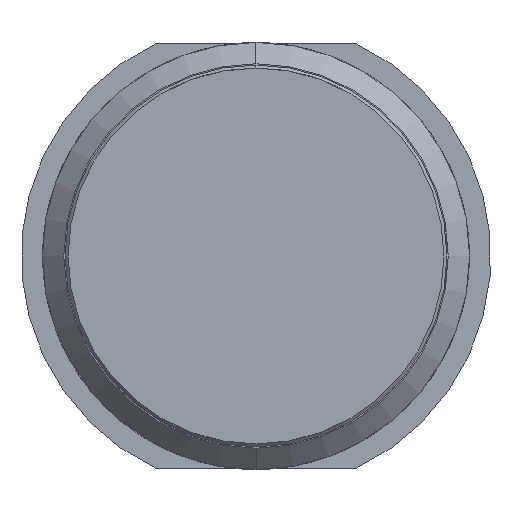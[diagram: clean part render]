
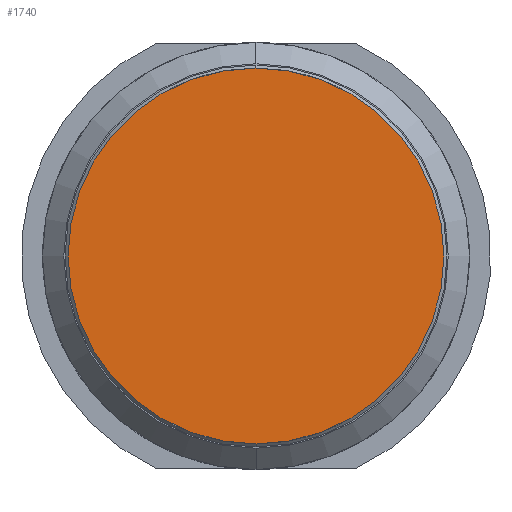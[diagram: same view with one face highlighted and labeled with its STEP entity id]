
A CAD part, front view. The second image highlights one B-rep face of the part: STEP entity #1740.
In plain terms, the highlighted planar face has unit normal (0, -1, 0).
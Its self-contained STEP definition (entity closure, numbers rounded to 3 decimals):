
#593 = DIRECTION ( 'NONE',  ( 1., 0., 0. ) ) ;
#797 = DIRECTION ( 'NONE',  ( 0., -1., 0. ) ) ;
#820 = CARTESIAN_POINT ( 'NONE',  ( 0., 0., 0. ) ) ;
#834 = DIRECTION ( 'NONE',  ( 0., -1., 0. ) ) ;
#869 = FACE_OUTER_BOUND ( 'NONE', #3603, .T. ) ;
#1026 = AXIS2_PLACEMENT_3D ( 'NONE', #820, #834, #1741 ) ;
#1184 = EDGE_CURVE ( 'Defeature ausgef�hrt1_15+Defeature ausgef�hrt1_22+Defeature ausgef�hrt1_22+Defeature ausgef�hrt1_22', #3889, #2015, #3557, .T. ) ;
#1408 = CARTESIAN_POINT ( 'NONE',  ( 0., 0., 0. ) ) ;
#1740 = ADVANCED_FACE ( 'Defeature ausgef�hrt1_15', ( #869 ), #4030, .F. ) ;
#1741 = DIRECTION ( 'NONE',  ( -1., 0., 0. ) ) ;
#2015 = VERTEX_POINT ( 'NONE', #2573 ) ;
#2353 = AXIS2_PLACEMENT_3D ( 'NONE', #1408, #797, #2932 ) ;
#2573 = CARTESIAN_POINT ( 'NONE',  ( 2.2, 0., 0. ) ) ;
#2622 = EDGE_CURVE ( 'Defeature ausgef�hrt1_15+Defeature ausgef�hrt1_22+Defeature ausgef�hrt1_22+Defeature ausgef�hrt1_22', #2015, #3889, #3364, .T. ) ;
#2932 = DIRECTION ( 'NONE',  ( -1., 0., 0. ) ) ;
#2978 = AXIS2_PLACEMENT_3D ( 'NONE', #3740, #3107, #593 ) ;
#2987 = CARTESIAN_POINT ( 'NONE',  ( -2.2, 0., 0. ) ) ;
#3042 = ORIENTED_EDGE ( 'NONE', *, *, #2622, .T. ) ;
#3107 = DIRECTION ( 'NONE',  ( 0., 1., 0. ) ) ;
#3364 = CIRCLE ( 'NONE', #2353, 2.2 ) ;
#3544 = ORIENTED_EDGE ( 'NONE', *, *, #1184, .T. ) ;
#3557 = CIRCLE ( 'NONE', #1026, 2.2 ) ;
#3603 = EDGE_LOOP ( 'NONE', ( #3544, #3042 ) ) ;
#3740 = CARTESIAN_POINT ( 'NONE',  ( 0., 0., -1.9 ) ) ;
#3889 = VERTEX_POINT ( 'NONE', #2987 ) ;
#4030 = PLANE ( 'NONE',  #2978 ) ;
